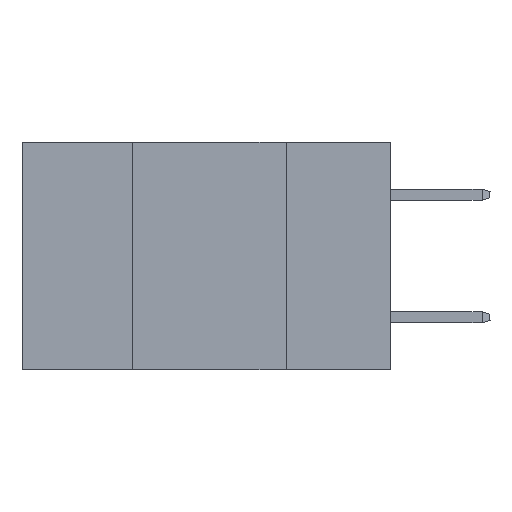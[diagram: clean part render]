
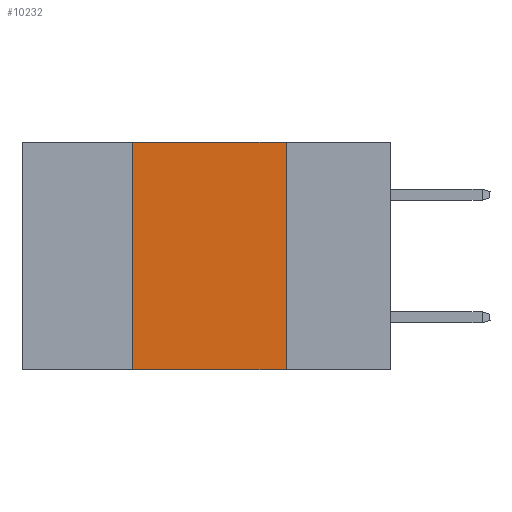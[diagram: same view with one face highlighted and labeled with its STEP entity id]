
A CAD part, left-side view. The second image highlights one B-rep face of the part: STEP entity #10232.
In plain terms, the highlighted planar face has unit normal (-1, 0, 0).
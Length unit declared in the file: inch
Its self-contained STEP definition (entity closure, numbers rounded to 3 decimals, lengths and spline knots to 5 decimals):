
#162 = ORIENTED_EDGE ( 'NONE', *, *, #9701, .F. ) ;
#617 = AXIS2_PLACEMENT_3D ( 'NONE', #16658, #15060, #27663 ) ;
#1588 = VERTEX_POINT ( 'NONE', #31744 ) ;
#1808 = EDGE_LOOP ( 'NONE', ( #162, #11011, #25004, #23644 ) ) ;
#2496 = DIRECTION ( 'NONE',  ( 0., -1., 0. ) ) ;
#2692 = LINE ( 'NONE', #15924, #20816 ) ;
#6739 = DIRECTION ( 'NONE',  ( 0., -1., 0. ) ) ;
#8681 = CARTESIAN_POINT ( 'NONE',  ( 0., 0.17, 0. ) ) ;
#9701 = EDGE_CURVE ( 'NONE', #26969, #1588, #29772, .T. ) ;
#10232 = ADVANCED_FACE ( 'NONE', ( #31661 ), #36747, .F. ) ;
#11011 = ORIENTED_EDGE ( 'NONE', *, *, #23939, .F. ) ;
#15060 = DIRECTION ( 'NONE',  ( 1., 0., 0. ) ) ;
#15924 = CARTESIAN_POINT ( 'NONE',  ( 0., 0.6, -0.37 ) ) ;
#16658 = CARTESIAN_POINT ( 'NONE',  ( 0., 0.6, 0. ) ) ;
#17804 = CARTESIAN_POINT ( 'NONE',  ( 0., 0.6, 0. ) ) ;
#18188 = VERTEX_POINT ( 'NONE', #36308 ) ;
#20816 = VECTOR ( 'NONE', #6739, 39.37008 ) ;
#21777 = EDGE_CURVE ( 'NONE', #33970, #18188, #32878, .T. ) ;
#23644 = ORIENTED_EDGE ( 'NONE', *, *, #31631, .T. ) ;
#23939 = EDGE_CURVE ( 'NONE', #18188, #26969, #30351, .T. ) ;
#25004 = ORIENTED_EDGE ( 'NONE', *, *, #21777, .F. ) ;
#25033 = VECTOR ( 'NONE', #34553, 39.37008 ) ;
#25440 = CARTESIAN_POINT ( 'NONE',  ( 0., 0.17, 0. ) ) ;
#25446 = CARTESIAN_POINT ( 'NONE',  ( 0., 0.42, -0.37 ) ) ;
#26969 = VERTEX_POINT ( 'NONE', #8681 ) ;
#27663 = DIRECTION ( 'NONE',  ( 0., 0., -1. ) ) ;
#28390 = DIRECTION ( 'NONE',  ( 0., 0., -1. ) ) ;
#29772 = LINE ( 'NONE', #25440, #31655 ) ;
#30351 = LINE ( 'NONE', #17804, #35008 ) ;
#31631 = EDGE_CURVE ( 'NONE', #33970, #1588, #2692, .T. ) ;
#31655 = VECTOR ( 'NONE', #28390, 39.37008 ) ;
#31661 = FACE_OUTER_BOUND ( 'NONE', #1808, .T. ) ;
#31744 = CARTESIAN_POINT ( 'NONE',  ( 0., 0.17, -0.37 ) ) ;
#32878 = LINE ( 'NONE', #34432, #25033 ) ;
#33970 = VERTEX_POINT ( 'NONE', #25446 ) ;
#34432 = CARTESIAN_POINT ( 'NONE',  ( 0., 0.42, 0. ) ) ;
#34553 = DIRECTION ( 'NONE',  ( 0., 0., 1. ) ) ;
#35008 = VECTOR ( 'NONE', #2496, 39.37008 ) ;
#36308 = CARTESIAN_POINT ( 'NONE',  ( 0., 0.42, 0. ) ) ;
#36747 = PLANE ( 'NONE',  #617 ) ;
